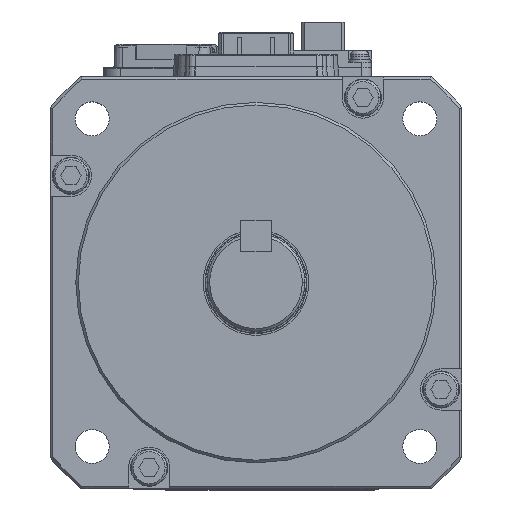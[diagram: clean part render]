
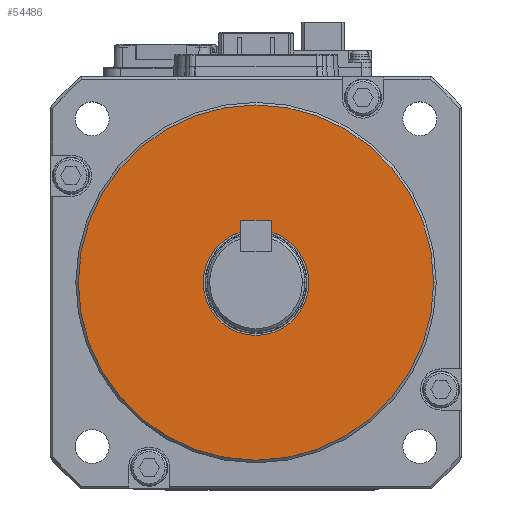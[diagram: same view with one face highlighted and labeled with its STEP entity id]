
A CAD part, top view. The second image highlights one B-rep face of the part: STEP entity #54486.
In plain terms, the highlighted planar face has unit normal (0, 0, 1).
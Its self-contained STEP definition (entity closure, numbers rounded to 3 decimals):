
#4973 = PLANE ( 'NONE',  #54914 ) ;
#5730 = DIRECTION ( 'NONE',  ( 1., 0., 0. ) ) ;
#10241 = CARTESIAN_POINT ( 'NONE',  ( -34.5, 0., 50.5 ) ) ;
#12450 = FACE_BOUND ( 'NONE', #42035, .T. ) ;
#13673 = DIRECTION ( 'NONE',  ( 0., 0., 1. ) ) ;
#16511 = CARTESIAN_POINT ( 'NONE',  ( -10.25, 0., 50.5 ) ) ;
#17537 = CARTESIAN_POINT ( 'NONE',  ( 0., 0., 50.5 ) ) ;
#19114 = AXIS2_PLACEMENT_3D ( 'NONE', #17537, #94618, #32564 ) ;
#24234 = CARTESIAN_POINT ( 'NONE',  ( 0., 0., 50.5 ) ) ;
#25077 = ORIENTED_EDGE ( 'NONE', *, *, #73416, .T. ) ;
#29398 = DIRECTION ( 'NONE',  ( 0., 0., 1. ) ) ;
#30617 = AXIS2_PLACEMENT_3D ( 'NONE', #24234, #39802, #32303 ) ;
#32303 = DIRECTION ( 'NONE',  ( 1., 0., 0. ) ) ;
#32564 = DIRECTION ( 'NONE',  ( 1., 0., 0. ) ) ;
#39675 = CARTESIAN_POINT ( 'NONE',  ( 0., 0., 50.5 ) ) ;
#39802 = DIRECTION ( 'NONE',  ( 0., 0., 1. ) ) ;
#40893 = CARTESIAN_POINT ( 'NONE',  ( 34.5, 0., 50.5 ) ) ;
#42035 = EDGE_LOOP ( 'NONE', ( #52834, #97199 ) ) ;
#46137 = DIRECTION ( 'NONE',  ( 1., 0., 0. ) ) ;
#47502 = VERTEX_POINT ( 'NONE', #64629 ) ;
#47671 = CIRCLE ( 'NONE', #81274, 10.25 ) ;
#48170 = CIRCLE ( 'NONE', #30617, 34.5 ) ;
#51909 = DIRECTION ( 'NONE',  ( 1., 0., 0. ) ) ;
#52834 = ORIENTED_EDGE ( 'NONE', *, *, #90420, .F. ) ;
#54486 = ADVANCED_FACE ( 'NONE', ( #80972, #12450 ), #4973, .T. ) ;
#54559 = VERTEX_POINT ( 'NONE', #40893 ) ;
#54914 = AXIS2_PLACEMENT_3D ( 'NONE', #68457, #29398, #51909 ) ;
#55068 = DIRECTION ( 'NONE',  ( 0., 0., 1. ) ) ;
#59283 = CIRCLE ( 'NONE', #73786, 10.25 ) ;
#64629 = CARTESIAN_POINT ( 'NONE',  ( 10.25, 0., 50.5 ) ) ;
#65067 = VERTEX_POINT ( 'NONE', #16511 ) ;
#65247 = EDGE_LOOP ( 'NONE', ( #98874, #25077 ) ) ;
#68457 = CARTESIAN_POINT ( 'NONE',  ( 0., 0., 50.5 ) ) ;
#69035 = VERTEX_POINT ( 'NONE', #10241 ) ;
#72845 = EDGE_CURVE ( 'NONE', #47502, #65067, #59283, .T. ) ;
#73416 = EDGE_CURVE ( 'NONE', #54559, #69035, #48170, .T. ) ;
#73786 = AXIS2_PLACEMENT_3D ( 'NONE', #39675, #55068, #46137 ) ;
#78778 = EDGE_CURVE ( 'NONE', #69035, #54559, #97222, .T. ) ;
#80972 = FACE_OUTER_BOUND ( 'NONE', #65247, .T. ) ;
#81274 = AXIS2_PLACEMENT_3D ( 'NONE', #82221, #13673, #5730 ) ;
#82221 = CARTESIAN_POINT ( 'NONE',  ( 0., 0., 50.5 ) ) ;
#90420 = EDGE_CURVE ( 'NONE', #65067, #47502, #47671, .T. ) ;
#94618 = DIRECTION ( 'NONE',  ( 0., 0., 1. ) ) ;
#97199 = ORIENTED_EDGE ( 'NONE', *, *, #72845, .F. ) ;
#97222 = CIRCLE ( 'NONE', #19114, 34.5 ) ;
#98874 = ORIENTED_EDGE ( 'NONE', *, *, #78778, .T. ) ;
